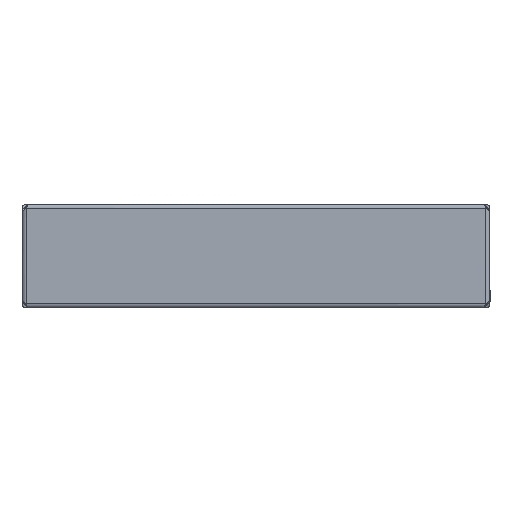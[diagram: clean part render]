
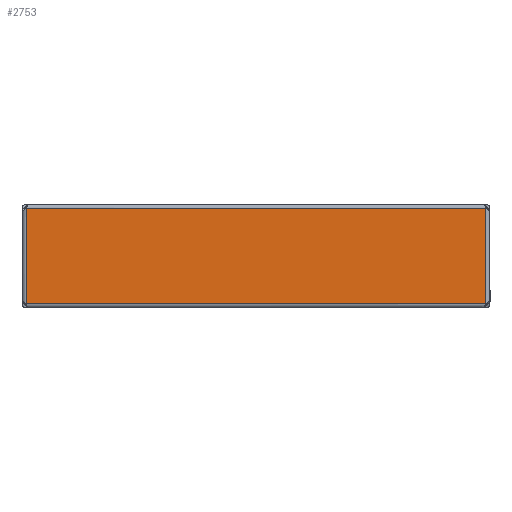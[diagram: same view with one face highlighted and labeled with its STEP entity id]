
A CAD part, front view. The second image highlights one B-rep face of the part: STEP entity #2753.
In plain terms, the highlighted planar face has unit normal (0, -1, 0).
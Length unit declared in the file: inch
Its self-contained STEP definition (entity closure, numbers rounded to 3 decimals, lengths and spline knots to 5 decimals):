
#377 = CARTESIAN_POINT ( 'NONE',  ( 8.83352, 0., -0.99806 ) ) ;
#436 = DIRECTION ( 'NONE',  ( 0., 0., -1. ) ) ;
#886 = CARTESIAN_POINT ( 'NONE',  ( -8.83352, 0., -0.99806 ) ) ;
#1130 = CARTESIAN_POINT ( 'NONE',  ( -17.9548, 0., 0. ) ) ;
#1203 = ORIENTED_EDGE ( 'NONE', *, *, #5612, .T. ) ;
#1233 = ORIENTED_EDGE ( 'NONE', *, *, #2120, .T. ) ;
#1546 = EDGE_CURVE ( 'NONE', #3788, #3048, #6550, .T. ) ;
#1850 = ORIENTED_EDGE ( 'NONE', *, *, #1855, .T. ) ;
#1855 = EDGE_CURVE ( 'NONE', #3048, #6601, #7402, .T. ) ;
#2120 = EDGE_CURVE ( 'NONE', #3771, #3788, #6126, .T. ) ;
#2278 = DIRECTION ( 'NONE',  ( -1., 0., 0. ) ) ;
#2463 = DIRECTION ( 'NONE',  ( 0., 0., 1. ) ) ;
#2753 = ADVANCED_FACE ( 'NONE', ( #4044 ), #6377, .T. ) ;
#3048 = VERTEX_POINT ( 'NONE', #377 ) ;
#3296 = ORIENTED_EDGE ( 'NONE', *, *, #1546, .T. ) ;
#3304 = CARTESIAN_POINT ( 'NONE',  ( -17.9548, 0., -0.99806 ) ) ;
#3746 = DIRECTION ( 'NONE',  ( 1., 0., 0. ) ) ;
#3771 = VERTEX_POINT ( 'NONE', #6038 ) ;
#3788 = VERTEX_POINT ( 'NONE', #7227 ) ;
#3873 = LINE ( 'NONE', #5668, #4890 ) ;
#4044 = FACE_OUTER_BOUND ( 'NONE', #4772, .T. ) ;
#4772 = EDGE_LOOP ( 'NONE', ( #1203, #1233, #3296, #1850 ) ) ;
#4823 = VECTOR ( 'NONE', #2278, 39.37008 ) ;
#4890 = VECTOR ( 'NONE', #436, 39.37008 ) ;
#5467 = CARTESIAN_POINT ( 'NONE',  ( -17.9548, 0., -4.66504 ) ) ;
#5612 = EDGE_CURVE ( 'NONE', #6601, #3771, #3873, .T. ) ;
#5668 = CARTESIAN_POINT ( 'NONE',  ( -8.83352, 0., 0. ) ) ;
#5798 = DIRECTION ( 'NONE',  ( 0., -1., 0. ) ) ;
#6038 = CARTESIAN_POINT ( 'NONE',  ( -8.83352, 0., -4.66504 ) ) ;
#6126 = LINE ( 'NONE', #5467, #6415 ) ;
#6186 = AXIS2_PLACEMENT_3D ( 'NONE', #1130, #5798, #6989 ) ;
#6377 = PLANE ( 'NONE',  #6186 ) ;
#6415 = VECTOR ( 'NONE', #3746, 39.37008 ) ;
#6550 = LINE ( 'NONE', #6618, #7144 ) ;
#6601 = VERTEX_POINT ( 'NONE', #886 ) ;
#6618 = CARTESIAN_POINT ( 'NONE',  ( 8.83352, 0., 0. ) ) ;
#6989 = DIRECTION ( 'NONE',  ( 0., 0., -1. ) ) ;
#7144 = VECTOR ( 'NONE', #2463, 39.37008 ) ;
#7227 = CARTESIAN_POINT ( 'NONE',  ( 8.83352, 0., -4.66504 ) ) ;
#7402 = LINE ( 'NONE', #3304, #4823 ) ;
